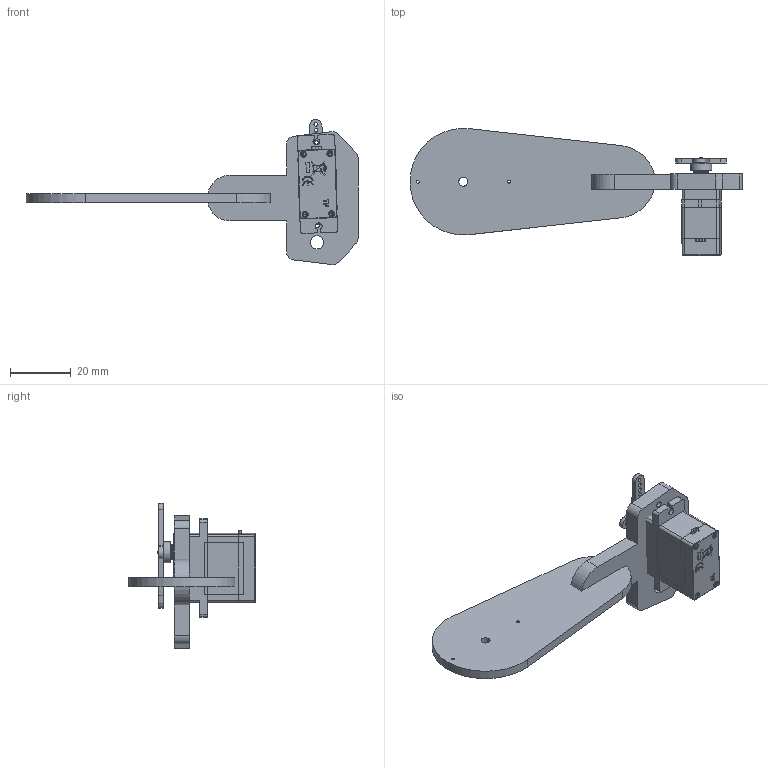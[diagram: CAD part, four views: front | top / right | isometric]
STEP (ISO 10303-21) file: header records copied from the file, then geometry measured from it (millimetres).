
FILE_DESCRIPTION(/* description */ ('STEP AP242','CAx-IF Rec.Pracs.---Representation and Presentation of Product Manufacturing Information (PMI)---4.0---2014-10-13','CAx-IF Rec.Pracs.---3D Tessellated Geometry---0.4---2014-09-14','2;1'),/* implementation_level */ '2;1');
FILE_NAME(/* name */ '67f68550e82e7411f682511c',/* time_stamp */ '2025-04-09T14:33:55Z',/* author */ (''),/* organization */ (''),/* preprocessor_version */ 'ST-DEVELOPER v20',/* originating_system */ 'ONSHAPE BY PTC INC, 1.196',/* authorisation */ ' ');
FILE_SCHEMA (('AP242_MANAGED_MODEL_BASED_3D_ENGINEERING_MIM_LF { 1 0 10303 442 1 1 4 }'));
Length unit declared in the file: metre
Products named in the file (21): Assembly 7; Part 2; Part 1; SG90 - Micro Servo 9g - Tower Pro <1>; SG90 - Micro Servo 9g - Tower Pro.4_Pe�a; SG90 - Micro Servo 9g - Tower Pro.1_Pe�a; SG90 - Micro Servo 9g - Tower Pro.3_Pe�a; SG90 - Micro Servo 9g - Tower Pro.2_Pe�a; SG90 - Micro Servo 9g - Tower Pro.6_BS EN ISO 7045 - M2 x 4 - Z - 4S
Assembly tree (20 placements, depth 3):
  Assembly 7
    Part 2
    Part 1
    SG90 - Micro Servo 9g - Tower Pro <1>
      SG90 - Micro Servo 9g - Tower Pro.4_Pe�a
      SG90 - Micro Servo 9g - Tower Pro.1_Pe�a
      SG90 - Micro Servo 9g - Tower Pro.3_Pe�a
      SG90 - Micro Servo 9g - Tower Pro.1_Pe�a
      SG90 - Micro Servo 9g - Tower Pro.1_Pe�a
      SG90 - Micro Servo 9g - Tower Pro.1_Pe�a
      SG90 - Micro Servo 9g - Tower Pro.1_Pe�a
      SG90 - Micro Servo 9g - Tower Pro.1_Pe�a
      SG90 - Micro Servo 9g - Tower Pro.2_Pe�a
      SG90 - Micro Servo 9g - Tower Pro.1_Pe�a
      SG90 - Micro Servo 9g - Tower Pro.6_BS EN ISO 7045 - M2 x 4 - Z - 4S
      SG90 - Micro Servo 9g - Tower Pro.1_Pe�a
      SG90 - Micro Servo 9g - Tower Pro.1_Pe�a
      SG90 - Micro Servo 9g - Tower Pro.1_Pe�a
      SG90 - Micro Servo 9g - Tower Pro.1_Pe�a
      SG90 - Micro Servo 9g - Tower Pro.1_Pe�a
      SG90 - Micro Servo 9g - Tower Pro.1_Pe�a
Bounding box: 108.96 x 41.72 x 47.65 mm (x, y, z)
Volume: 19791.3 mm3; surface area: 15128.2 mm2
Topology: 19 solids, 19 shells, 1254 faces, 3472 edges, 2287 vertices
Faces by surface type: plane 783, cylinder 390, torus 28, cone 27, bspline 23, sphere 3
Full cylindrical faces by diameter (mm): 0.2 x1, 0.5 x1, 1 x5, 1.2 x35, 1.6 x2, 1.8 x4, 2 x15, 2.1 x3, 3 x3, 3.1 x1, 4.3 x1, 4.6 x3, 5 x1, 6.9 x3
Entity records: 41886 total; most frequent: CARTESIAN_POINT 8506, DIRECTION 6794, ORIENTED_EDGE 6700, EDGE_CURVE 3350, VERTEX_POINT 2268, AXIS2_PLACEMENT_3D 2268, LINE 2258, VECTOR 2258
